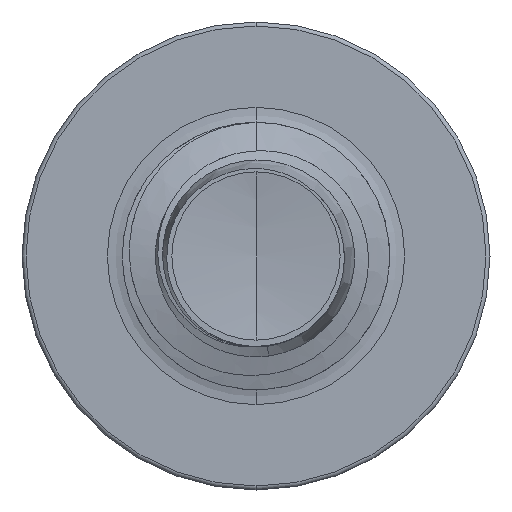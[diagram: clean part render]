
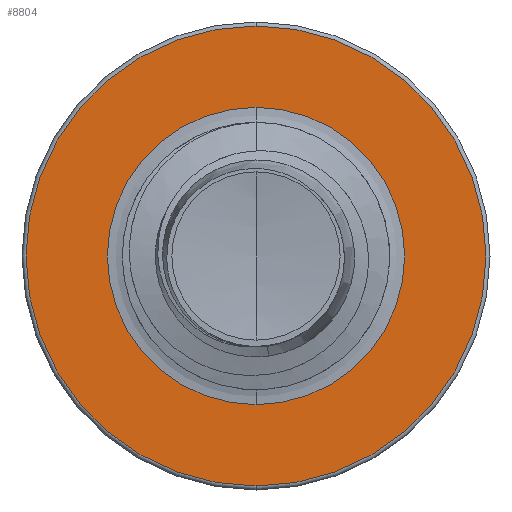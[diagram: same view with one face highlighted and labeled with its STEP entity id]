
A CAD part, front view. The second image highlights one B-rep face of the part: STEP entity #8804.
In plain terms, the highlighted planar face has unit normal (0, -1, 0).
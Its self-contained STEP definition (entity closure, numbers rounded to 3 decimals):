
#15 = ORIENTED_EDGE ( 'NONE', *, *, #5392, .F. ) ;
#683 = DIRECTION ( 'NONE',  ( 0., 0., 1. ) ) ;
#697 = DIRECTION ( 'NONE',  ( 0., 1., 0. ) ) ;
#699 = CARTESIAN_POINT ( 'NONE',  ( 0., 2., 0. ) ) ;
#704 = VERTEX_POINT ( 'NONE', #2204 ) ;
#966 = VERTEX_POINT ( 'NONE', #4282 ) ;
#1322 = PLANE ( 'NONE',  #3480 ) ;
#2102 = EDGE_CURVE ( 'NONE', #966, #704, #6463, .T. ) ;
#2204 = CARTESIAN_POINT ( 'NONE',  ( 0., 2., -1.72 ) ) ;
#2213 = DIRECTION ( 'NONE',  ( 0., 0., 1. ) ) ;
#2772 = ORIENTED_EDGE ( 'NONE', *, *, #7678, .T. ) ;
#2794 = FACE_BOUND ( 'NONE', #7756, .T. ) ;
#3384 = FACE_OUTER_BOUND ( 'NONE', #8142, .T. ) ;
#3480 = AXIS2_PLACEMENT_3D ( 'NONE', #7846, #6752, #2213 ) ;
#3567 = CIRCLE ( 'NONE', #8206, 1.72 ) ;
#3782 = CARTESIAN_POINT ( 'NONE',  ( 0., 2., 0. ) ) ;
#4076 = CIRCLE ( 'NONE', #5639, 1.112 ) ;
#4282 = CARTESIAN_POINT ( 'NONE',  ( 0., 2., 1.72 ) ) ;
#4396 = DIRECTION ( 'NONE',  ( 0., 1., 0. ) ) ;
#4557 = DIRECTION ( 'NONE',  ( 0., 0., 1. ) ) ;
#4600 = CIRCLE ( 'NONE', #5364, 1.112 ) ;
#5242 = CARTESIAN_POINT ( 'NONE',  ( 0., 2., 1.112 ) ) ;
#5364 = AXIS2_PLACEMENT_3D ( 'NONE', #8061, #4396, #8661 ) ;
#5392 = EDGE_CURVE ( 'NONE', #704, #966, #3567, .T. ) ;
#5639 = AXIS2_PLACEMENT_3D ( 'NONE', #3782, #8188, #4557 ) ;
#6202 = DIRECTION ( 'NONE',  ( 0., 0., 1. ) ) ;
#6216 = DIRECTION ( 'NONE',  ( 0., 1., 0. ) ) ;
#6225 = CARTESIAN_POINT ( 'NONE',  ( 0., 2., 0. ) ) ;
#6463 = CIRCLE ( 'NONE', #7185, 1.72 ) ;
#6752 = DIRECTION ( 'NONE',  ( 0., 1., 0. ) ) ;
#6821 = VERTEX_POINT ( 'NONE', #8315 ) ;
#7185 = AXIS2_PLACEMENT_3D ( 'NONE', #6225, #6216, #6202 ) ;
#7598 = VERTEX_POINT ( 'NONE', #5242 ) ;
#7678 = EDGE_CURVE ( 'NONE', #6821, #7598, #4600, .T. ) ;
#7756 = EDGE_LOOP ( 'NONE', ( #9105, #2772 ) ) ;
#7846 = CARTESIAN_POINT ( 'NONE',  ( 0., 2., -1.112 ) ) ;
#8061 = CARTESIAN_POINT ( 'NONE',  ( 0., 2., 0. ) ) ;
#8142 = EDGE_LOOP ( 'NONE', ( #8211, #15 ) ) ;
#8188 = DIRECTION ( 'NONE',  ( 0., 1., 0. ) ) ;
#8206 = AXIS2_PLACEMENT_3D ( 'NONE', #699, #697, #683 ) ;
#8211 = ORIENTED_EDGE ( 'NONE', *, *, #2102, .F. ) ;
#8284 = EDGE_CURVE ( 'NONE', #7598, #6821, #4076, .T. ) ;
#8315 = CARTESIAN_POINT ( 'NONE',  ( 0., 2., -1.112 ) ) ;
#8661 = DIRECTION ( 'NONE',  ( 0., 0., 1. ) ) ;
#8804 = ADVANCED_FACE ( 'NONE', ( #3384, #2794 ), #1322, .F. ) ;
#9105 = ORIENTED_EDGE ( 'NONE', *, *, #8284, .T. ) ;
